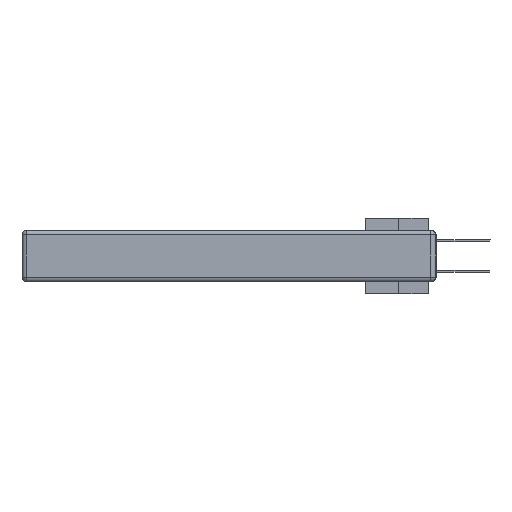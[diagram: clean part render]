
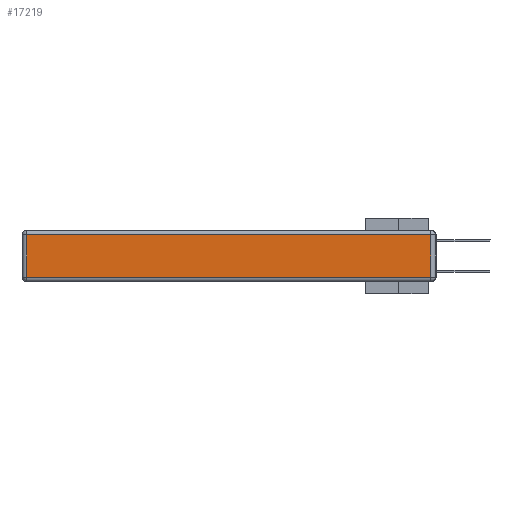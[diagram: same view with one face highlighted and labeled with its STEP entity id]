
A CAD part, left-side view. The second image highlights one B-rep face of the part: STEP entity #17219.
In plain terms, the highlighted planar face has unit normal (-1, 0, 0).
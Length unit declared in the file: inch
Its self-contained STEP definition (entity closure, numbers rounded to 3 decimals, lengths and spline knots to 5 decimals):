
#409 = ORIENTED_EDGE ( 'NONE', *, *, #31434, .T. ) ;
#694 = EDGE_CURVE ( 'NONE', #4798, #33382, #21106, .T. ) ;
#1343 = CARTESIAN_POINT ( 'NONE',  ( 0., 0.03, -0.313 ) ) ;
#2588 = VECTOR ( 'NONE', #33187, 39.37008 ) ;
#3598 = CARTESIAN_POINT ( 'NONE',  ( 0., 0.03, -0.343 ) ) ;
#4798 = VERTEX_POINT ( 'NONE', #28355 ) ;
#6767 = FACE_OUTER_BOUND ( 'NONE', #15482, .T. ) ;
#9578 = CARTESIAN_POINT ( 'NONE',  ( 0., 0., -0.343 ) ) ;
#9745 = LINE ( 'NONE', #3598, #11445 ) ;
#10295 = LINE ( 'NONE', #35823, #2588 ) ;
#10306 = DIRECTION ( 'NONE',  ( 0., 0., -1. ) ) ;
#10531 = ORIENTED_EDGE ( 'NONE', *, *, #11838, .T. ) ;
#11445 = VECTOR ( 'NONE', #17611, 39.37008 ) ;
#11838 = EDGE_CURVE ( 'NONE', #36898, #4798, #16478, .T. ) ;
#12942 = PLANE ( 'NONE',  #18674 ) ;
#13204 = CARTESIAN_POINT ( 'NONE',  ( 0., 2.72, -0.03 ) ) ;
#14249 = VECTOR ( 'NONE', #10306, 39.37008 ) ;
#15482 = EDGE_LOOP ( 'NONE', ( #31657, #409, #24177, #10531 ) ) ;
#16478 = LINE ( 'NONE', #22275, #14249 ) ;
#17219 = ADVANCED_FACE ( 'NONE', ( #6767 ), #12942, .T. ) ;
#17611 = DIRECTION ( 'NONE',  ( 0., 0., 1. ) ) ;
#18674 = AXIS2_PLACEMENT_3D ( 'NONE', #9578, #27369, #24364 ) ;
#19180 = VERTEX_POINT ( 'NONE', #22416 ) ;
#20917 = EDGE_CURVE ( 'NONE', #19180, #36898, #10295, .T. ) ;
#21106 = LINE ( 'NONE', #30125, #25315 ) ;
#22275 = CARTESIAN_POINT ( 'NONE',  ( 0., 2.72, -0.343 ) ) ;
#22416 = CARTESIAN_POINT ( 'NONE',  ( 0., 0.03, -0.03 ) ) ;
#24177 = ORIENTED_EDGE ( 'NONE', *, *, #20917, .T. ) ;
#24364 = DIRECTION ( 'NONE',  ( 0., 0., 1. ) ) ;
#25315 = VECTOR ( 'NONE', #32590, 39.37008 ) ;
#27369 = DIRECTION ( 'NONE',  ( -1., 0., 0. ) ) ;
#28355 = CARTESIAN_POINT ( 'NONE',  ( 0., 2.72, -0.313 ) ) ;
#30125 = CARTESIAN_POINT ( 'NONE',  ( 0., 0., -0.313 ) ) ;
#31434 = EDGE_CURVE ( 'NONE', #33382, #19180, #9745, .T. ) ;
#31657 = ORIENTED_EDGE ( 'NONE', *, *, #694, .T. ) ;
#32590 = DIRECTION ( 'NONE',  ( 0., -1., 0. ) ) ;
#33187 = DIRECTION ( 'NONE',  ( 0., 1., 0. ) ) ;
#33382 = VERTEX_POINT ( 'NONE', #1343 ) ;
#35823 = CARTESIAN_POINT ( 'NONE',  ( 0., 2.75, -0.03 ) ) ;
#36898 = VERTEX_POINT ( 'NONE', #13204 ) ;
